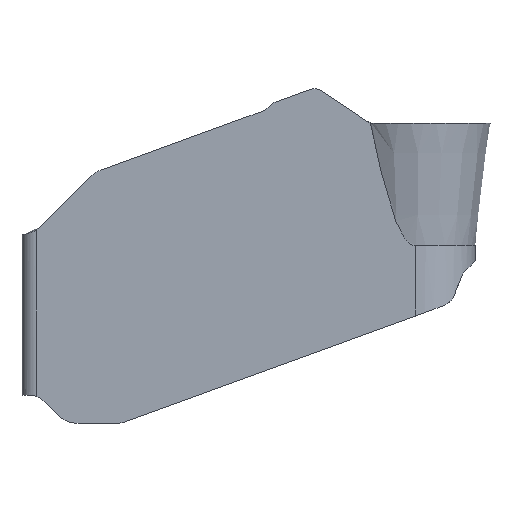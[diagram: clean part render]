
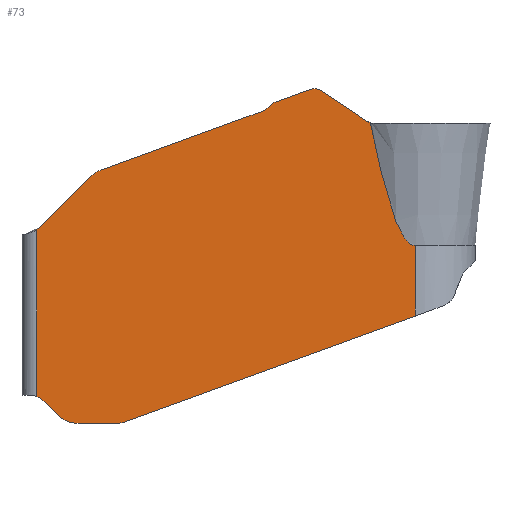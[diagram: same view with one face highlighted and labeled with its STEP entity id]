
A CAD part, left-side view. The second image highlights one B-rep face of the part: STEP entity #73.
In plain terms, the highlighted planar face has unit normal (-1, 0, 0).
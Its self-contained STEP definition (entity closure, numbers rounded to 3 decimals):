
#59=CIRCLE('',#672,0.55);
#60=CIRCLE('',#673,0.7);
#61=CIRCLE('',#674,0.5);
#62=CIRCLE('',#675,0.4);
#73=ADVANCED_FACE('',(#115),#104,.F.);
#104=PLANE('',#676);
#115=FACE_OUTER_BOUND('',#146,.T.);
#146=EDGE_LOOP('',(#180,#181,#182,#183,#184,#185,#186,#187,#188,#189,#190,
#191,#192,#193,#194,#195,#196,#197,#198));
#180=ORIENTED_EDGE('',*,*,#415,.F.);
#181=ORIENTED_EDGE('',*,*,#416,.F.);
#182=ORIENTED_EDGE('',*,*,#417,.F.);
#183=ORIENTED_EDGE('',*,*,#418,.F.);
#184=ORIENTED_EDGE('',*,*,#419,.F.);
#185=ORIENTED_EDGE('',*,*,#420,.F.);
#186=ORIENTED_EDGE('',*,*,#421,.T.);
#187=ORIENTED_EDGE('',*,*,#422,.T.);
#188=ORIENTED_EDGE('',*,*,#423,.T.);
#189=ORIENTED_EDGE('',*,*,#424,.T.);
#190=ORIENTED_EDGE('',*,*,#425,.T.);
#191=ORIENTED_EDGE('',*,*,#426,.T.);
#192=ORIENTED_EDGE('',*,*,#427,.T.);
#193=ORIENTED_EDGE('',*,*,#428,.T.);
#194=ORIENTED_EDGE('',*,*,#429,.T.);
#195=ORIENTED_EDGE('',*,*,#430,.T.);
#196=ORIENTED_EDGE('',*,*,#431,.T.);
#197=ORIENTED_EDGE('',*,*,#432,.T.);
#198=ORIENTED_EDGE('',*,*,#433,.T.);
#356=VERTEX_POINT('',#885);
#357=VERTEX_POINT('',#886);
#358=VERTEX_POINT('',#888);
#359=VERTEX_POINT('',#890);
#360=VERTEX_POINT('',#892);
#361=VERTEX_POINT('',#894);
#362=VERTEX_POINT('',#896);
#363=VERTEX_POINT('',#898);
#364=VERTEX_POINT('',#903);
#365=VERTEX_POINT('',#910);
#366=VERTEX_POINT('',#917);
#367=VERTEX_POINT('',#919);
#368=VERTEX_POINT('',#921);
#369=VERTEX_POINT('',#923);
#370=VERTEX_POINT('',#931);
#371=VERTEX_POINT('',#938);
#372=VERTEX_POINT('',#940);
#373=VERTEX_POINT('',#951);
#374=VERTEX_POINT('',#968);
#415=EDGE_CURVE('',#356,#357,#59,.T.);
#416=EDGE_CURVE('',#358,#356,#503,.T.);
#417=EDGE_CURVE('',#359,#358,#60,.T.);
#418=EDGE_CURVE('',#360,#359,#504,.T.);
#419=EDGE_CURVE('',#361,#360,#61,.T.);
#420=EDGE_CURVE('',#362,#361,#505,.T.);
#421=EDGE_CURVE('',#362,#363,#506,.T.);
#422=EDGE_CURVE('',#363,#364,#598,.T.);
#423=EDGE_CURVE('',#364,#365,#599,.T.);
#424=EDGE_CURVE('',#365,#366,#600,.T.);
#425=EDGE_CURVE('',#366,#367,#507,.T.);
#426=EDGE_CURVE('',#367,#368,#62,.T.);
#427=EDGE_CURVE('',#368,#369,#508,.T.);
#428=EDGE_CURVE('',#369,#370,#601,.T.);
#429=EDGE_CURVE('',#370,#371,#602,.T.);
#430=EDGE_CURVE('',#371,#372,#509,.T.);
#431=EDGE_CURVE('',#372,#373,#603,.T.);
#432=EDGE_CURVE('',#373,#374,#604,.T.);
#433=EDGE_CURVE('',#374,#357,#510,.T.);
#503=LINE('',#887,#546);
#504=LINE('',#891,#547);
#505=LINE('',#895,#548);
#506=LINE('',#897,#549);
#507=LINE('',#918,#550);
#508=LINE('',#922,#551);
#509=LINE('',#939,#552);
#510=LINE('',#969,#553);
#546=VECTOR('',#724,1.);
#547=VECTOR('',#727,1.);
#548=VECTOR('',#730,1.);
#549=VECTOR('',#731,1.);
#550=VECTOR('',#732,1.);
#551=VECTOR('',#735,1.);
#552=VECTOR('',#736,1.);
#553=VECTOR('',#737,1.);
#598=B_SPLINE_CURVE_WITH_KNOTS('',3,(#899,#900,#901,#902),.UNSPECIFIED.,
 .F.,.F.,(4,4),(0.,1.),.UNSPECIFIED.);
#599=B_SPLINE_CURVE_WITH_KNOTS('',3,(#904,#905,#906,#907,#908,#909),
 .UNSPECIFIED.,.F.,.F.,(4,2,4),(0.,0.5,1.),.UNSPECIFIED.);
#600=B_SPLINE_CURVE_WITH_KNOTS('',3,(#911,#912,#913,#914,#915,#916),
 .UNSPECIFIED.,.F.,.F.,(4,2,4),(0.,0.5,1.),.UNSPECIFIED.);
#601=B_SPLINE_CURVE_WITH_KNOTS('',3,(#924,#925,#926,#927,#928,#929,#930),
 .UNSPECIFIED.,.F.,.F.,(4,3,4),(0.,0.295,1.),.UNSPECIFIED.);
#602=B_SPLINE_CURVE_WITH_KNOTS('',3,(#932,#933,#934,#935,#936,#937),
 .UNSPECIFIED.,.F.,.F.,(4,1,1,4),(0.,0.206,0.603,
1.),.UNSPECIFIED.);
#603=B_SPLINE_CURVE_WITH_KNOTS('',3,(#941,#942,#943,#944,#945,#946,#947,
#948,#949,#950),.UNSPECIFIED.,.F.,.F.,(4,3,3,4),(0.,0.497,0.748,
1.),.UNSPECIFIED.);
#604=B_SPLINE_CURVE_WITH_KNOTS('',3,(#952,#953,#954,#955,#956,#957,#958,
#959,#960,#961,#962,#963,#964,#965,#966,#967),.UNSPECIFIED.,.F.,.F.,(4,
1,1,1,1,1,1,1,1,1,1,1,1,4),(0.,0.112,0.415,0.718,
0.756,0.775,0.785,0.794,
0.87,0.946,0.965,0.974,
0.984,1.),.UNSPECIFIED.);
#672=AXIS2_PLACEMENT_3D('',#884,#722,#723);
#673=AXIS2_PLACEMENT_3D('',#889,#725,#726);
#674=AXIS2_PLACEMENT_3D('',#893,#728,#729);
#675=AXIS2_PLACEMENT_3D('',#920,#733,#734);
#676=AXIS2_PLACEMENT_3D('',#970,#738,#739);
#722=DIRECTION('',(-1.,0.,0.));
#723=DIRECTION('',(0.,0.,1.));
#724=DIRECTION('',(0.,0.707,0.707));
#725=DIRECTION('',(1.,0.,0.));
#726=DIRECTION('',(0.,0.,1.));
#727=DIRECTION('',(0.,1.,0.));
#728=DIRECTION('',(1.,0.,0.));
#729=DIRECTION('',(0.,0.,1.));
#730=DIRECTION('',(0.,0.94,-0.342));
#731=DIRECTION('',(0.,0.,1.));
#732=DIRECTION('',(0.,0.829,0.559));
#733=DIRECTION('',(-1.,0.,0.));
#734=DIRECTION('',(0.,0.,1.));
#735=DIRECTION('',(0.,0.94,-0.342));
#736=DIRECTION('',(0.,0.94,-0.342));
#737=DIRECTION('',(0.,0.,-1.));
#738=DIRECTION('',(1.,0.,0.));
#739=DIRECTION('',(0.,0.,1.));
#884=CARTESIAN_POINT('',(-1.6,6.05,-7.8));
#885=CARTESIAN_POINT('',(-1.6,5.661,-7.411));
#886=CARTESIAN_POINT('',(-1.6,5.85,-7.288));
#887=CARTESIAN_POINT('',(-1.6,6.536,-6.536));
#888=CARTESIAN_POINT('',(-1.6,5.277,-7.795));
#889=CARTESIAN_POINT('',(-1.6,4.782,-7.3));
#890=CARTESIAN_POINT('',(-1.6,4.782,-8.));
#891=CARTESIAN_POINT('',(-1.6,0.,-8.));
#892=CARTESIAN_POINT('',(-1.6,3.696,-8.));
#893=CARTESIAN_POINT('',(-1.6,3.696,-7.5));
#894=CARTESIAN_POINT('',(-1.6,3.525,-7.97));
#895=CARTESIAN_POINT('',(-1.6,-2.149,-5.905));
#896=CARTESIAN_POINT('',(-1.6,-4.25,-5.14));
#897=CARTESIAN_POINT('',(-1.6,-4.25,-9.5));
#898=CARTESIAN_POINT('',(-1.6,-4.25,-3.258));
#899=CARTESIAN_POINT('',(-1.6,-4.25,-3.258));
#900=CARTESIAN_POINT('',(-1.6,-4.111,-3.258));
#901=CARTESIAN_POINT('',(-1.6,-4.01,-3.125));
#902=CARTESIAN_POINT('',(-1.6,-3.937,-3.011));
#903=CARTESIAN_POINT('',(-1.6,-3.937,-3.011));
#904=CARTESIAN_POINT('',(-1.6,-3.937,-3.011));
#905=CARTESIAN_POINT('',(-1.6,-3.651,-2.564));
#906=CARTESIAN_POINT('',(-1.6,-3.531,-2.035));
#907=CARTESIAN_POINT('',(-1.6,-3.264,-1.013));
#908=CARTESIAN_POINT('',(-1.6,-3.152,-0.498));
#909=CARTESIAN_POINT('',(-1.6,-3.046,0.019));
#910=CARTESIAN_POINT('',(-1.6,-3.046,0.019));
#911=CARTESIAN_POINT('',(-1.6,-3.046,0.019));
#912=CARTESIAN_POINT('',(-1.6,-3.03,0.024));
#913=CARTESIAN_POINT('',(-1.6,-3.014,0.031));
#914=CARTESIAN_POINT('',(-1.6,-2.983,0.047));
#915=CARTESIAN_POINT('',(-1.6,-2.968,0.055));
#916=CARTESIAN_POINT('',(-1.6,-2.954,0.065));
#917=CARTESIAN_POINT('',(-1.6,-2.954,0.065));
#918=CARTESIAN_POINT('',(-1.6,-0.954,1.414));
#919=CARTESIAN_POINT('',(-1.6,-1.779,0.858));
#920=CARTESIAN_POINT('',(-1.6,-1.555,0.526));
#921=CARTESIAN_POINT('',(-1.6,-1.418,0.902));
#922=CARTESIAN_POINT('',(-1.6,0.124,0.341));
#923=CARTESIAN_POINT('',(-1.6,-0.506,0.57));
#924=CARTESIAN_POINT('',(-1.6,-0.506,0.57));
#925=CARTESIAN_POINT('',(-1.6,-0.495,0.566));
#926=CARTESIAN_POINT('',(-1.6,-0.484,0.561));
#927=CARTESIAN_POINT('',(-1.6,-0.474,0.555));
#928=CARTESIAN_POINT('',(-1.6,-0.449,0.542));
#929=CARTESIAN_POINT('',(-1.6,-0.426,0.525));
#930=CARTESIAN_POINT('',(-1.6,-0.408,0.504));
#931=CARTESIAN_POINT('',(-1.6,-0.408,0.504));
#932=CARTESIAN_POINT('',(-1.6,-0.408,0.504));
#933=CARTESIAN_POINT('',(-1.6,-0.391,0.486));
#934=CARTESIAN_POINT('',(-1.6,-0.34,0.436));
#935=CARTESIAN_POINT('',(-1.6,-0.24,0.362));
#936=CARTESIAN_POINT('',(-1.6,-0.164,0.326));
#937=CARTESIAN_POINT('',(-1.6,-0.105,0.305));
#938=CARTESIAN_POINT('',(-1.6,-0.105,0.305));
#939=CARTESIAN_POINT('',(-1.6,0.086,0.235));
#940=CARTESIAN_POINT('',(-1.6,4.166,-1.25));
#941=CARTESIAN_POINT('',(-1.6,4.166,-1.25));
#942=CARTESIAN_POINT('',(-1.6,4.207,-1.265));
#943=CARTESIAN_POINT('',(-1.6,4.246,-1.284));
#944=CARTESIAN_POINT('',(-1.6,4.283,-1.307));
#945=CARTESIAN_POINT('',(-1.6,4.301,-1.319));
#946=CARTESIAN_POINT('',(-1.6,4.319,-1.332));
#947=CARTESIAN_POINT('',(-1.6,4.336,-1.346));
#948=CARTESIAN_POINT('',(-1.6,4.354,-1.359));
#949=CARTESIAN_POINT('',(-1.6,4.37,-1.374));
#950=CARTESIAN_POINT('',(-1.6,4.385,-1.39));
#951=CARTESIAN_POINT('',(-1.6,4.385,-1.39));
#952=CARTESIAN_POINT('',(-1.6,4.385,-1.39));
#953=CARTESIAN_POINT('',(-1.6,4.45,-1.454));
#954=CARTESIAN_POINT('',(-1.6,4.687,-1.691));
#955=CARTESIAN_POINT('',(-1.6,5.099,-2.103));
#956=CARTESIAN_POINT('',(-1.6,5.468,-2.472));
#957=CARTESIAN_POINT('',(-1.6,5.674,-2.678));
#958=CARTESIAN_POINT('',(-1.6,5.712,-2.716));
#959=CARTESIAN_POINT('',(-1.6,5.734,-2.738));
#960=CARTESIAN_POINT('',(-1.6,5.789,-2.789));
#961=CARTESIAN_POINT('',(-1.6,5.896,-2.867));
#962=CARTESIAN_POINT('',(-1.6,6.026,-2.92));
#963=CARTESIAN_POINT('',(-1.6,6.107,-2.941));
#964=CARTESIAN_POINT('',(-1.6,6.137,-2.947));
#965=CARTESIAN_POINT('',(-1.6,6.165,-2.952));
#966=CARTESIAN_POINT('',(-1.6,6.185,-2.956));
#967=CARTESIAN_POINT('',(-1.6,6.198,-2.958));
#968=CARTESIAN_POINT('',(-1.6,5.85,-2.83));
#969=CARTESIAN_POINT('',(-1.6,5.85,2.05));
#970=CARTESIAN_POINT('',(-1.6,0.,0.));
